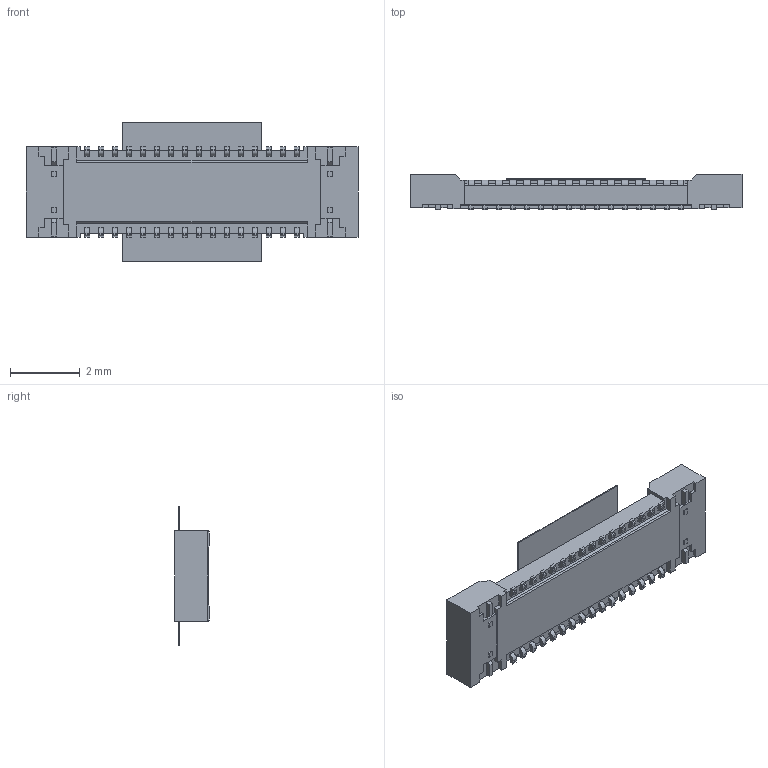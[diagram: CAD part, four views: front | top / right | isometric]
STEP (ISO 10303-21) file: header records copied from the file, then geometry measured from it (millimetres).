
FILE_DESCRIPTION((''),'2;1');
FILE_NAME('5024263230','2018-08-27T',('gga'),(''),'PRO/ENGINEER BY PARAMETRIC TECHNOLOGY CORPORATION, 2016010','PRO/ENGINEER BY PARAMETRIC TECHNOLOGY CORPORATION, 2016010','');
FILE_SCHEMA(('CONFIG_CONTROL_DESIGN'));
Length unit declared in the file: millimetre
Products named in the file (1): 5024263230
Bounding box: 9.5 x 1 x 4 mm (x, y, z)
Volume: 14.2 mm3; surface area: 134 mm2
Topology: 2 solids, 2 shells, 1012 faces, 2852 edges, 1884 vertices
Faces by surface type: plane 764, cylinder 244, cone 4
Entity records: 32149 total; most frequent: CARTESIAN_POINT 5605, ORIENTED_EDGE 5384, DIRECTION 5362, EDGE_CURVE 2692, VECTOR 2360, LINE 2360, VERTEX_POINT 1724, AXIS2_PLACEMENT_3D 1501
